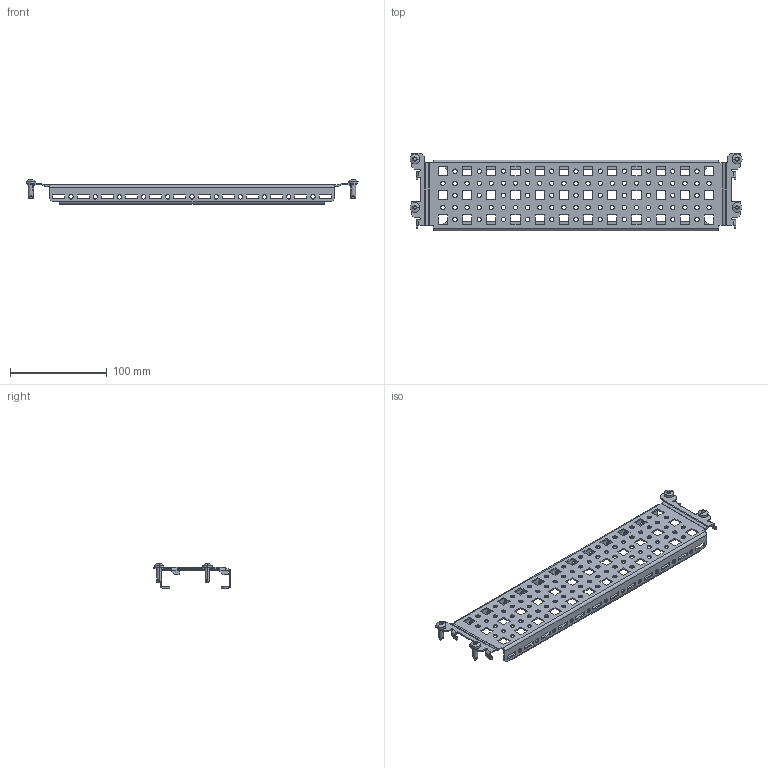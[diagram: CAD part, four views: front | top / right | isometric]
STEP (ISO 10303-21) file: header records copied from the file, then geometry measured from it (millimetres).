
FILE_DESCRIPTION (( 'STEP AP203' ), '1' );
FILE_NAME ('UR46800237340 Ïëàíêà ìîíòàæíàÿ ñ çàöåïàìè 20õ73 òèï Ê RS52 00.40 (000.801.468).STEP', '2022-04-18T13:02:39', ( '' ), ( '' ), 'SwSTEP 2.0', 'SolidWorks 2017', '' );
FILE_SCHEMA (( 'CONFIG_CONTROL_DESIGN' ));
Length unit declared in the file: millimetre
Products named in the file (3): UR46800237340 Ïëàíêà ìîíòàæíàÿ ñ çàöåïàìè 20õ73 òèï Ê RS52 00.40 (000.801.468); 025-268 Ïëàíêà ìîíòàæíàÿ 23õ73 òèï Ê ñ çàöåïàìè RS52_00 (00.40); Âèíò DIN 7500 C TORX_Œ5å16
Assembly tree (5 placements, depth 2):
  UR46800237340 Ïëàíêà ìîíòàæíàÿ ñ çàöåïàìè 20õ73 òèï Ê RS52 00.40 (000.801.468)
    025-268 Ïëàíêà ìîíòàæíàÿ 23õ73 òèï Ê ñ çàöåïàìè RS52_00 (00.40)
    Âèíò DIN 7500 C TORX_Œ5å16  x4
Bounding box: 343 x 80 x 25.09 mm (x, y, z)
Volume: 47674.8 mm3; surface area: 73681.9 mm2
Topology: 5 solids, 5 shells, 798 faces, 2256 edges, 1472 vertices
Faces by surface type: plane 452, cylinder 322, cone 16, sphere 8
Entity records: 23013 total; most frequent: CARTESIAN_POINT 3975, ORIENTED_EDGE 3840, DIRECTION 3807, EDGE_CURVE 1920, VECTOR 1351, LINE 1351, VERTEX_POINT 1250, AXIS2_PLACEMENT_3D 1228
